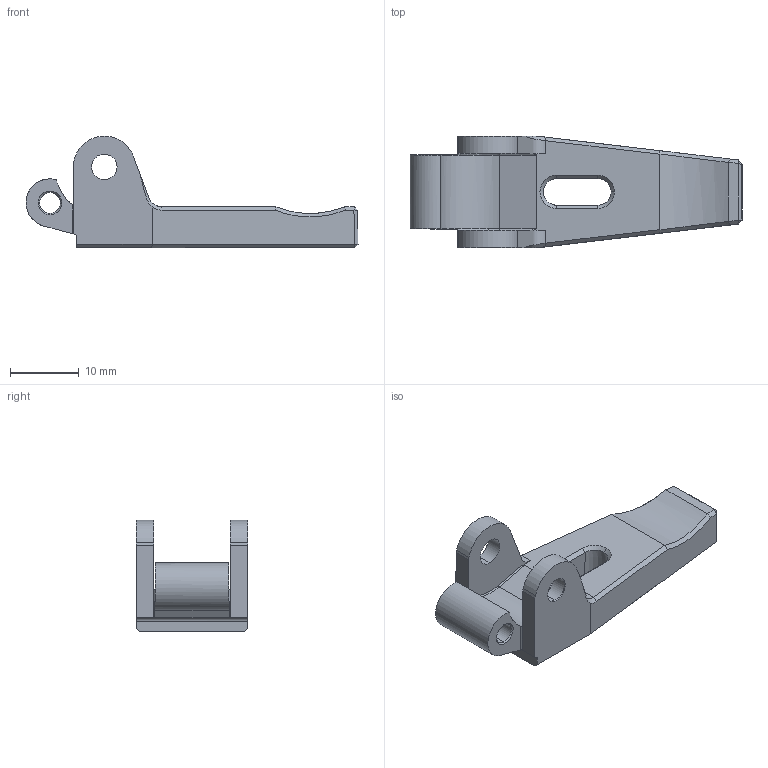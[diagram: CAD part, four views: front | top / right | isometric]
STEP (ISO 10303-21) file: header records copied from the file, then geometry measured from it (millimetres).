
FILE_DESCRIPTION (( 'STEP AP214' ), '1' );
FILE_NAME ('JXHSV06-08002-d Nozzle Handle (2).step', '2023-06-08T06:47:22', ( '微软用户' ), ( '微软中国' ), 'SwSTEP 2.0', 'SolidWorks 2020', '' );
FILE_SCHEMA (( 'AUTOMOTIVE_DESIGN' ));
Length unit declared in the file: millimetre
Products named in the file (1): JXHSV06-08002-d Nozzle Handle (2)
Bounding box: 48.38 x 16.31 x 16.29 mm (x, y, z)
Volume: 3087.5 mm3; surface area: 2949.5 mm2
Topology: 1 solids, 1 shells, 138 faces, 360 edges, 229 vertices
Faces by surface type: plane 71, cylinder 37, bspline 19, cone 11
Entity records: 6051 total; most frequent: CARTESIAN_POINT 2965, ORIENTED_EDGE 720, DIRECTION 516, EDGE_CURVE 360, VERTEX_POINT 229, VECTOR 204, LINE 204, AXIS2_PLACEMENT_3D 156
